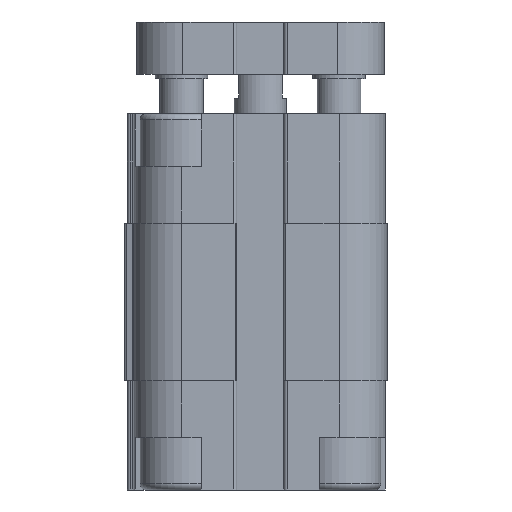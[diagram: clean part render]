
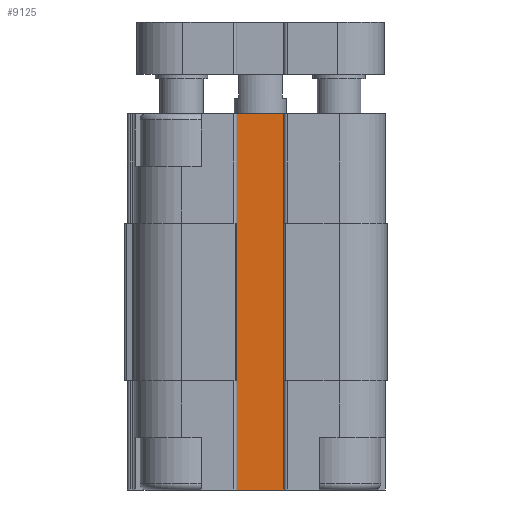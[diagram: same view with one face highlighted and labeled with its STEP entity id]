
A CAD part, left-side view. The second image highlights one B-rep face of the part: STEP entity #9125.
In plain terms, the highlighted face is planar.
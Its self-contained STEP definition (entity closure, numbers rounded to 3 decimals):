
#68=LINE('',#13800,#882);
#147=LINE('',#14058,#961);
#148=LINE('',#14063,#962);
#187=LINE('',#14175,#1001);
#188=LINE('',#14177,#1002);
#189=LINE('',#14179,#1003);
#190=LINE('',#14181,#1004);
#191=LINE('',#14183,#1005);
#192=LINE('',#14185,#1006);
#193=LINE('',#14187,#1007);
#194=LINE('',#14189,#1008);
#195=LINE('',#14190,#1009);
#882=VECTOR('',#10656,1000.);
#961=VECTOR('',#10861,1000.);
#962=VECTOR('',#10866,1000.);
#1001=VECTOR('',#10977,1000.);
#1002=VECTOR('',#10980,1000.);
#1003=VECTOR('',#10981,1000.);
#1004=VECTOR('',#10982,1000.);
#1005=VECTOR('',#10983,1000.);
#1006=VECTOR('',#10984,1000.);
#1007=VECTOR('',#10985,1000.);
#1008=VECTOR('',#10986,1000.);
#1009=VECTOR('',#10987,1000.);
#1700=PLANE('',#9775);
#2711=ORIENTED_EDGE('',*,*,#5147,.F.);
#2712=ORIENTED_EDGE('',*,*,#5330,.F.);
#2713=ORIENTED_EDGE('',*,*,#5273,.F.);
#2714=ORIENTED_EDGE('',*,*,#5331,.F.);
#2715=ORIENTED_EDGE('',*,*,#5332,.T.);
#2716=ORIENTED_EDGE('',*,*,#5333,.F.);
#2717=ORIENTED_EDGE('',*,*,#5334,.T.);
#2718=ORIENTED_EDGE('',*,*,#5335,.T.);
#2719=ORIENTED_EDGE('',*,*,#5336,.T.);
#2720=ORIENTED_EDGE('',*,*,#5337,.T.);
#2721=ORIENTED_EDGE('',*,*,#5275,.F.);
#2722=ORIENTED_EDGE('',*,*,#5338,.T.);
#5147=EDGE_CURVE('',#6484,#6485,#68,.T.);
#5273=EDGE_CURVE('',#6600,#6597,#147,.T.);
#5275=EDGE_CURVE('',#6602,#6603,#148,.T.);
#5330=EDGE_CURVE('',#6597,#6484,#187,.T.);
#5331=EDGE_CURVE('',#6640,#6600,#188,.T.);
#5332=EDGE_CURVE('',#6640,#6641,#189,.T.);
#5333=EDGE_CURVE('',#6642,#6641,#190,.T.);
#5334=EDGE_CURVE('',#6642,#6643,#191,.T.);
#5335=EDGE_CURVE('',#6643,#6644,#192,.T.);
#5336=EDGE_CURVE('',#6644,#6645,#193,.T.);
#5337=EDGE_CURVE('',#6645,#6603,#194,.T.);
#5338=EDGE_CURVE('',#6602,#6485,#195,.T.);
#6484=VERTEX_POINT('',#13799);
#6485=VERTEX_POINT('',#13801);
#6597=VERTEX_POINT('',#14052);
#6600=VERTEX_POINT('',#14057);
#6602=VERTEX_POINT('',#14062);
#6603=VERTEX_POINT('',#14064);
#6640=VERTEX_POINT('',#14178);
#6641=VERTEX_POINT('',#14180);
#6642=VERTEX_POINT('',#14182);
#6643=VERTEX_POINT('',#14184);
#6644=VERTEX_POINT('',#14186);
#6645=VERTEX_POINT('',#14188);
#7719=EDGE_LOOP('',(#2711,#2712,#2713,#2714,#2715,#2716,#2717,#2718,#2719,
#2720,#2721,#2722));
#8411=FACE_BOUND('',#7719,.T.);
#9125=ADVANCED_FACE('',(#8411),#1700,.T.);
#9775=AXIS2_PLACEMENT_3D('',#14176,#10978,#10979);
#10656=DIRECTION('',(0.,1.,0.));
#10861=DIRECTION('',(0.,1.,0.));
#10866=DIRECTION('',(0.,1.,0.));
#10977=DIRECTION('',(0.,0.,1.));
#10978=DIRECTION('',(1.,0.,0.));
#10979=DIRECTION('',(0.,0.,-1.));
#10980=DIRECTION('',(0.,0.,1.));
#10981=DIRECTION('',(0.,1.,0.));
#10982=DIRECTION('',(0.,0.,1.));
#10983=DIRECTION('',(0.,1.,0.));
#10984=DIRECTION('',(0.,0.,1.));
#10985=DIRECTION('',(0.,1.,0.));
#10986=DIRECTION('',(0.,0.,1.));
#10987=DIRECTION('',(0.,0.,1.));
#13799=CARTESIAN_POINT('',(9.5,-3.,0.));
#13800=CARTESIAN_POINT('',(9.5,-3.,0.));
#13801=CARTESIAN_POINT('',(9.5,3.,0.));
#14052=CARTESIAN_POINT('',(9.5,-3.,-12.5));
#14057=CARTESIAN_POINT('',(9.5,-3.2,-12.5));
#14058=CARTESIAN_POINT('',(9.5,-3.2,-12.5));
#14062=CARTESIAN_POINT('',(9.5,3.,-12.5));
#14063=CARTESIAN_POINT('',(9.5,-9.,-12.5));
#14064=CARTESIAN_POINT('',(9.5,3.2,-12.5));
#14175=CARTESIAN_POINT('',(9.5,-3.,-12.5));
#14176=CARTESIAN_POINT('',(9.5,-3.,-12.5));
#14177=CARTESIAN_POINT('',(9.5,-3.2,-30.5));
#14178=CARTESIAN_POINT('',(9.5,-3.2,-30.5));
#14179=CARTESIAN_POINT('',(9.5,-3.2,-30.5));
#14180=CARTESIAN_POINT('',(9.5,-3.,-30.5));
#14181=CARTESIAN_POINT('',(9.5,-3.,-43.));
#14182=CARTESIAN_POINT('',(9.5,-3.,-43.));
#14183=CARTESIAN_POINT('',(9.5,-3.,-43.));
#14184=CARTESIAN_POINT('',(9.5,3.,-43.));
#14185=CARTESIAN_POINT('',(9.5,3.,-43.));
#14186=CARTESIAN_POINT('',(9.5,3.,-30.5));
#14187=CARTESIAN_POINT('',(9.5,-3.2,-30.5));
#14188=CARTESIAN_POINT('',(9.5,3.2,-30.5));
#14189=CARTESIAN_POINT('',(9.5,3.2,-30.5));
#14190=CARTESIAN_POINT('',(9.5,3.,-12.5));
